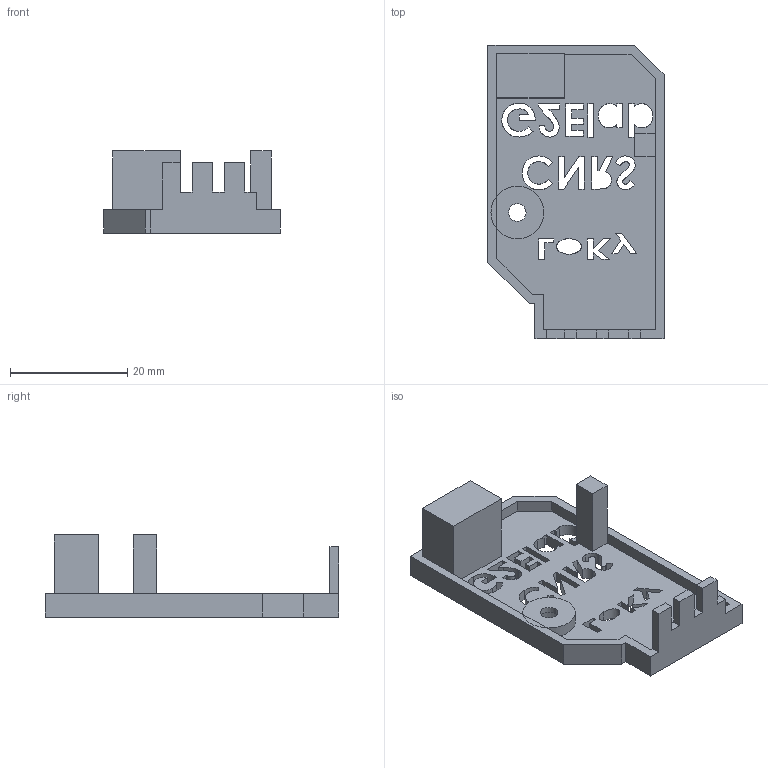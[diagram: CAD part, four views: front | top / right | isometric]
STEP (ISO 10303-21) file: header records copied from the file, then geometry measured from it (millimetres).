
FILE_DESCRIPTION (( 'STEP AP214' ), '1' );
FILE_NAME ('Loky_couvercle.STEP', '2021-07-19T07:06:52', ( '' ), ( '' ), 'SwSTEP 2.0', 'SolidWorks 2010', '' );
FILE_SCHEMA (( 'AUTOMOTIVE_DESIGN' ));
Length unit declared in the file: millimetre
Products named in the file (1): Loky_couvercle
Bounding box: 30 x 50 x 14 mm (x, y, z)
Volume: 4319.5 mm3; surface area: 4960.8 mm2
Topology: 2 solids, 2 shells, 195 faces, 567 edges, 376 vertices
Faces by surface type: plane 133, bspline 54, cylinder 8
Entity records: 11198 total; most frequent: CARTESIAN_POINT 6299, ORIENTED_EDGE 1134, DIRECTION 759, EDGE_CURVE 567, LINE 443, VECTOR 443, VERTEX_POINT 376, EDGE_LOOP 227
